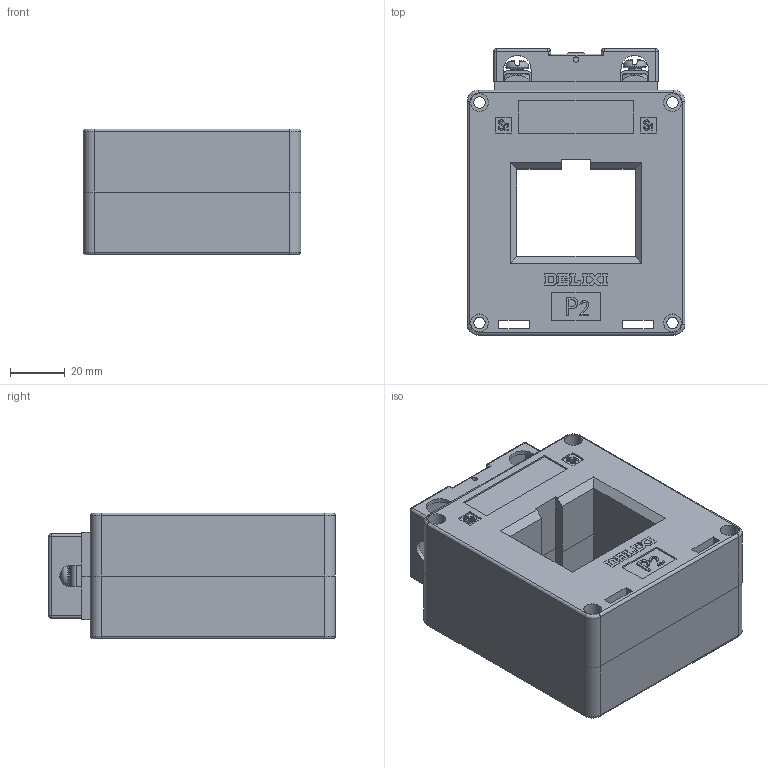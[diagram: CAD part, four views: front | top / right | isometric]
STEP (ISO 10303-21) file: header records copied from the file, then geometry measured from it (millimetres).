
FILE_DESCRIPTION (( 'STEP AP203' ), '1' );
FILE_NAME ('40型装配体.STEP', '2025-07-05T05:53:03', ( '微软用户' ), ( '微软中国' ), 'SwSTEP 2.0', 'SolidWorks 2020', '' );
FILE_SCHEMA (( 'CONFIG_CONTROL_DESIGN' ));
Length unit declared in the file: millimetre
Products named in the file (8): 肣И璃5x10陔; 諉盄啣; 嘐隅偌聽-22; K3 40P1; 40倰蚾饜极; 閉汒疏裔陔; K3 40P2; 諉盄蹟佪3
Assembly tree (10 placements, depth 2):
  40倰蚾饜极
    K3 40P1
    K3 40P2
    閉汒疏裔陔
    諉盄蹟佪3  x2
    肣И璃5x10陔  x2
    諉盄啣  x2
    嘐隅偌聽-22
Bounding box: 79.5 x 104.7 x 46 mm (x, y, z)
Volume: 83867.9 mm3; surface area: 84631.4 mm2
Topology: 10 solids, 10 shells, 1238 faces, 3273 edges, 2134 vertices
Faces by surface type: plane 848, cylinder 237, bspline 85, cone 28, torus 24, sphere 16
Entity records: 41725 total; most frequent: CARTESIAN_POINT 12170, ORIENTED_EDGE 6126, DIRECTION 5539, EDGE_CURVE 3063, VECTOR 2373, LINE 2373, VERTEX_POINT 2010, AXIS2_PLACEMENT_3D 1583
